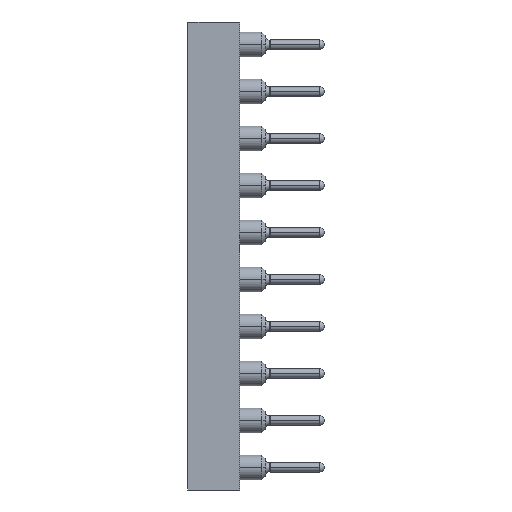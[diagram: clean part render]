
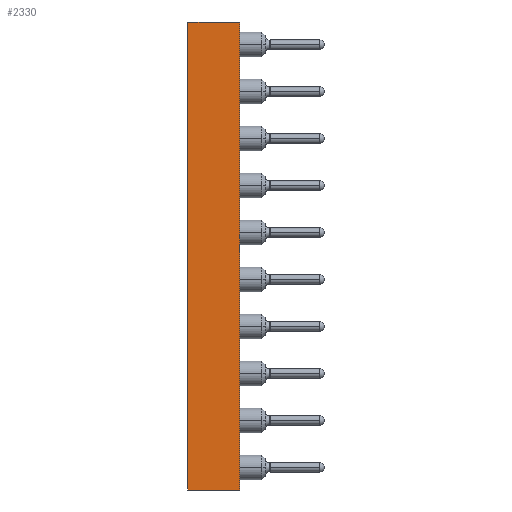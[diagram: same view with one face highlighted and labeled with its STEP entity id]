
A CAD part, left-side view. The second image highlights one B-rep face of the part: STEP entity #2330.
In plain terms, the highlighted planar face has unit normal (-1, 0, 0).
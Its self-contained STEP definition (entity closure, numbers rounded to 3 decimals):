
#2330=ADVANCED_FACE('',(#4752),#4753,.T.);
#4752=FACE_OUTER_BOUND('',#7179,.T.);
#4753=PLANE('',#7180);
#7179=EDGE_LOOP('',(#13505,#13506,#13507,#13508));
#7180=AXIS2_PLACEMENT_3D('',#13509,#13510,#13511);
#13505=ORIENTED_EDGE('',*,*,#15975,.T.);
#13506=ORIENTED_EDGE('',*,*,#15976,.F.);
#13507=ORIENTED_EDGE('',*,*,#15941,.T.);
#13508=ORIENTED_EDGE('',*,*,#15973,.T.);
#13509=CARTESIAN_POINT('',(-5.05,1.4,-12.65));
#13510=DIRECTION('',(-1.0,0.0,0.0));
#13511=DIRECTION('',(0.0,-1.0,0.0));
#15941=EDGE_CURVE('',#19306,#19304,#19307,.T.);
#15973=EDGE_CURVE('',#19304,#19351,#19353,.T.);
#15975=EDGE_CURVE('',#19351,#19355,#19356,.T.);
#15976=EDGE_CURVE('',#19306,#19355,#19357,.T.);
#19304=VERTEX_POINT('',#23265);
#19306=VERTEX_POINT('',#23268);
#19307=LINE('',#23269,#23270);
#19351=VERTEX_POINT('',#23336);
#19353=LINE('',#23339,#23340);
#19355=VERTEX_POINT('',#23342);
#19356=LINE('',#23343,#23344);
#19357=LINE('',#23345,#23346);
#23265=CARTESIAN_POINT('',(-5.05,0.,-12.65));
#23268=CARTESIAN_POINT('',(-5.05,2.8,-12.65));
#23269=CARTESIAN_POINT('',(-5.05,2.8,-12.65));
#23270=VECTOR('',#27028,1.0);
#23336=CARTESIAN_POINT('',(-5.05,0.,12.65));
#23339=CARTESIAN_POINT('',(-5.05,0.,-12.65));
#23340=VECTOR('',#27052,1.0);
#23342=CARTESIAN_POINT('',(-5.05,2.8,12.65));
#23343=CARTESIAN_POINT('',(-5.05,2.8,12.65));
#23344=VECTOR('',#27053,1.0);
#23345=CARTESIAN_POINT('',(-5.05,2.8,-12.65));
#23346=VECTOR('',#27054,1.0);
#27028=DIRECTION('',(0.0,-1.0,0.0));
#27052=DIRECTION('',(0.0,0.0,1.0));
#27053=DIRECTION('',(0.0,1.0,0.0));
#27054=DIRECTION('',(0.0,0.0,1.0));
